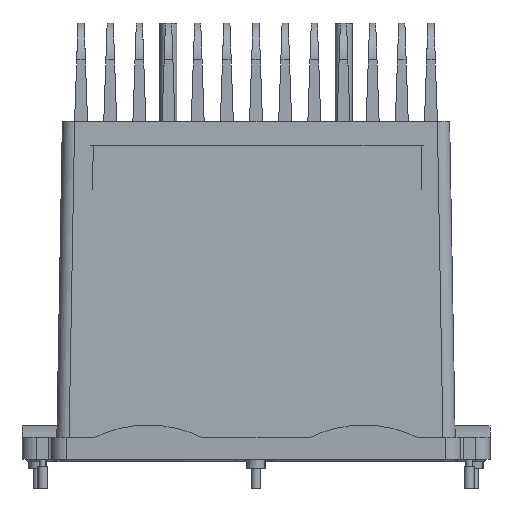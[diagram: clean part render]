
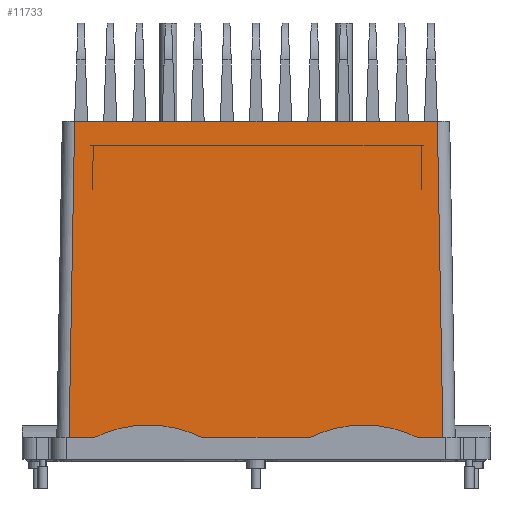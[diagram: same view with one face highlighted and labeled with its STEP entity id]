
A CAD part, front view. The second image highlights one B-rep face of the part: STEP entity #11733.
In plain terms, the highlighted planar face has unit normal (0, -1, 0.018).
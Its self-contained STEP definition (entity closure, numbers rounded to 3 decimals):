
#11706=AXIS2_PLACEMENT_3D('Plane Axis2P3D',#11703,#11704,#11705) ;
#7358=CARTESIAN_POINT('Vertex',(145.5,14.302,25.639)) ;
#7365=CARTESIAN_POINT('Vertex',(161.294,14.221,21.)) ;
#7369=CARTESIAN_POINT('Control Point',(145.5,14.302,25.639)) ;
#7370=CARTESIAN_POINT('Control Point',(149.604,14.293,25.143)) ;
#7371=CARTESIAN_POINT('Control Point',(153.654,14.276,24.194)) ;
#7372=CARTESIAN_POINT('Control Point',(157.574,14.252,22.802)) ;
#7373=CARTESIAN_POINT('Control Point',(161.294,14.221,21.)) ;
#7387=CARTESIAN_POINT('Vertex',(133.5,14.302,25.639)) ;
#7390=CARTESIAN_POINT('Line Origine',(139.5,14.302,25.639)) ;
#7425=CARTESIAN_POINT('Vertex',(117.706,14.221,21.)) ;
#7429=CARTESIAN_POINT('Control Point',(117.706,14.221,21.)) ;
#7430=CARTESIAN_POINT('Control Point',(121.426,14.252,22.802)) ;
#7431=CARTESIAN_POINT('Control Point',(125.346,14.276,24.194)) ;
#7432=CARTESIAN_POINT('Control Point',(129.396,14.293,25.143)) ;
#7433=CARTESIAN_POINT('Control Point',(133.5,14.302,25.639)) ;
#7447=CARTESIAN_POINT('Vertex',(73.294,14.221,21.)) ;
#7450=CARTESIAN_POINT('Line Origine',(95.5,14.221,21.)) ;
#7490=CARTESIAN_POINT('Vertex',(57.5,14.302,25.639)) ;
#7494=CARTESIAN_POINT('Control Point',(57.5,14.302,25.639)) ;
#7495=CARTESIAN_POINT('Control Point',(61.604,14.293,25.143)) ;
#7496=CARTESIAN_POINT('Control Point',(65.654,14.276,24.194)) ;
#7497=CARTESIAN_POINT('Control Point',(69.574,14.252,22.802)) ;
#7498=CARTESIAN_POINT('Control Point',(73.294,14.221,21.)) ;
#7512=CARTESIAN_POINT('Vertex',(45.5,14.302,25.639)) ;
#7515=CARTESIAN_POINT('Line Origine',(51.5,14.302,25.639)) ;
#7550=CARTESIAN_POINT('Vertex',(29.706,14.221,21.)) ;
#7554=CARTESIAN_POINT('Control Point',(29.706,14.221,21.)) ;
#7555=CARTESIAN_POINT('Control Point',(33.426,14.252,22.802)) ;
#7556=CARTESIAN_POINT('Control Point',(37.346,14.276,24.194)) ;
#7557=CARTESIAN_POINT('Control Point',(41.396,14.293,25.143)) ;
#7558=CARTESIAN_POINT('Control Point',(45.5,14.302,25.639)) ;
#11582=CARTESIAN_POINT('Vertex',(171.78,14.221,21.)) ;
#11587=CARTESIAN_POINT('Line Origine',(166.537,14.221,21.)) ;
#11636=CARTESIAN_POINT('Vertex',(169.528,16.472,150.)) ;
#11639=CARTESIAN_POINT('Line Origine',(170.654,15.347,85.5)) ;
#11659=CARTESIAN_POINT('Line Origine',(24.463,14.221,21.)) ;
#11663=CARTESIAN_POINT('Vertex',(19.22,14.221,21.)) ;
#11703=CARTESIAN_POINT('Axis2P3D Location',(95.5,14.5,37.)) ;
#11708=CARTESIAN_POINT('Line Origine',(95.5,16.472,150.)) ;
#11712=CARTESIAN_POINT('Vertex',(21.472,16.472,150.)) ;
#11716=CARTESIAN_POINT('Control Point',(19.22,14.221,21.)) ;
#11717=CARTESIAN_POINT('Control Point',(21.472,16.472,150.)) ;
#7391=DIRECTION('Vector Direction',(1.,0.,0.)) ;
#7451=DIRECTION('Vector Direction',(1.,0.,0.)) ;
#7516=DIRECTION('Vector Direction',(1.,0.,0.)) ;
#11588=DIRECTION('Vector Direction',(1.,0.,0.)) ;
#11640=DIRECTION('Vector Direction',(-0.017,0.017,1.)) ;
#11660=DIRECTION('Vector Direction',(1.,0.,0.)) ;
#11704=DIRECTION('Axis2P3D Direction',(0.,-1.,0.017)) ;
#11705=DIRECTION('Axis2P3D XDirection',(-1.,0.,0.)) ;
#11709=DIRECTION('Vector Direction',(-1.,0.,0.)) ;
#7392=VECTOR('Line Direction',#7391,1.) ;
#7452=VECTOR('Line Direction',#7451,1.) ;
#7517=VECTOR('Line Direction',#7516,1.) ;
#11589=VECTOR('Line Direction',#11588,1.) ;
#11641=VECTOR('Line Direction',#11640,1.) ;
#11661=VECTOR('Line Direction',#11660,1.) ;
#11710=VECTOR('Line Direction',#11709,1.) ;
#11720=ORIENTED_EDGE('',*,*,#11665,.F.) ;
#11721=ORIENTED_EDGE('',*,*,#7559,.F.) ;
#11722=ORIENTED_EDGE('',*,*,#7519,.F.) ;
#11723=ORIENTED_EDGE('',*,*,#7499,.F.) ;
#11724=ORIENTED_EDGE('',*,*,#7454,.F.) ;
#11725=ORIENTED_EDGE('',*,*,#7434,.F.) ;
#11726=ORIENTED_EDGE('',*,*,#7394,.F.) ;
#11727=ORIENTED_EDGE('',*,*,#7374,.F.) ;
#11728=ORIENTED_EDGE('',*,*,#11591,.F.) ;
#11729=ORIENTED_EDGE('',*,*,#11643,.F.) ;
#11730=ORIENTED_EDGE('',*,*,#11714,.F.) ;
#11731=ORIENTED_EDGE('',*,*,#11718,.F.) ;
#11733=ADVANCED_FACE('',(#11732),#11707,.T.) ;
#7368=B_SPLINE_CURVE_WITH_KNOTS('',4,(#7369,#7370,#7371,#7372,#7373),.UNSPECIFIED.,.F.,.U.,(5,5),(0.,23.387),.UNSPECIFIED.) ;
#7428=B_SPLINE_CURVE_WITH_KNOTS('',4,(#7429,#7430,#7431,#7432,#7433),.UNSPECIFIED.,.F.,.U.,(5,5),(0.,23.387),.UNSPECIFIED.) ;
#7493=B_SPLINE_CURVE_WITH_KNOTS('',4,(#7494,#7495,#7496,#7497,#7498),.UNSPECIFIED.,.F.,.U.,(5,5),(0.,23.387),.UNSPECIFIED.) ;
#7553=B_SPLINE_CURVE_WITH_KNOTS('',4,(#7554,#7555,#7556,#7557,#7558),.UNSPECIFIED.,.F.,.U.,(5,5),(0.,23.387),.UNSPECIFIED.) ;
#11715=B_SPLINE_CURVE_WITH_KNOTS('',1,(#11716,#11717),.UNSPECIFIED.,.F.,.U.,(2,2),(-64.52,64.52),.UNSPECIFIED.) ;
#7374=EDGE_CURVE('',#7366,#7359,#7368,.F.) ;
#7394=EDGE_CURVE('',#7359,#7388,#7393,.F.) ;
#7434=EDGE_CURVE('',#7388,#7426,#7428,.F.) ;
#7454=EDGE_CURVE('',#7426,#7448,#7453,.F.) ;
#7499=EDGE_CURVE('',#7448,#7491,#7493,.F.) ;
#7519=EDGE_CURVE('',#7491,#7513,#7518,.F.) ;
#7559=EDGE_CURVE('',#7513,#7551,#7553,.F.) ;
#11591=EDGE_CURVE('',#11583,#7366,#11590,.F.) ;
#11643=EDGE_CURVE('',#11637,#11583,#11642,.F.) ;
#11665=EDGE_CURVE('',#7551,#11664,#11662,.F.) ;
#11714=EDGE_CURVE('',#11713,#11637,#11711,.F.) ;
#11718=EDGE_CURVE('',#11664,#11713,#11715,.T.) ;
#11719=EDGE_LOOP('',(#11720,#11721,#11722,#11723,#11724,#11725,#11726,#11727,#11728,#11729,#11730,#11731)) ;
#11732=FACE_OUTER_BOUND('',#11719,.T.) ;
#7393=LINE('Line',#7390,#7392) ;
#7453=LINE('Line',#7450,#7452) ;
#7518=LINE('Line',#7515,#7517) ;
#11590=LINE('Line',#11587,#11589) ;
#11642=LINE('Line',#11639,#11641) ;
#11662=LINE('Line',#11659,#11661) ;
#11711=LINE('Line',#11708,#11710) ;
#11707=PLANE('',#11706) ;
#7359=VERTEX_POINT('',#7358) ;
#7366=VERTEX_POINT('',#7365) ;
#7388=VERTEX_POINT('',#7387) ;
#7426=VERTEX_POINT('',#7425) ;
#7448=VERTEX_POINT('',#7447) ;
#7491=VERTEX_POINT('',#7490) ;
#7513=VERTEX_POINT('',#7512) ;
#7551=VERTEX_POINT('',#7550) ;
#11583=VERTEX_POINT('',#11582) ;
#11637=VERTEX_POINT('',#11636) ;
#11664=VERTEX_POINT('',#11663) ;
#11713=VERTEX_POINT('',#11712) ;
